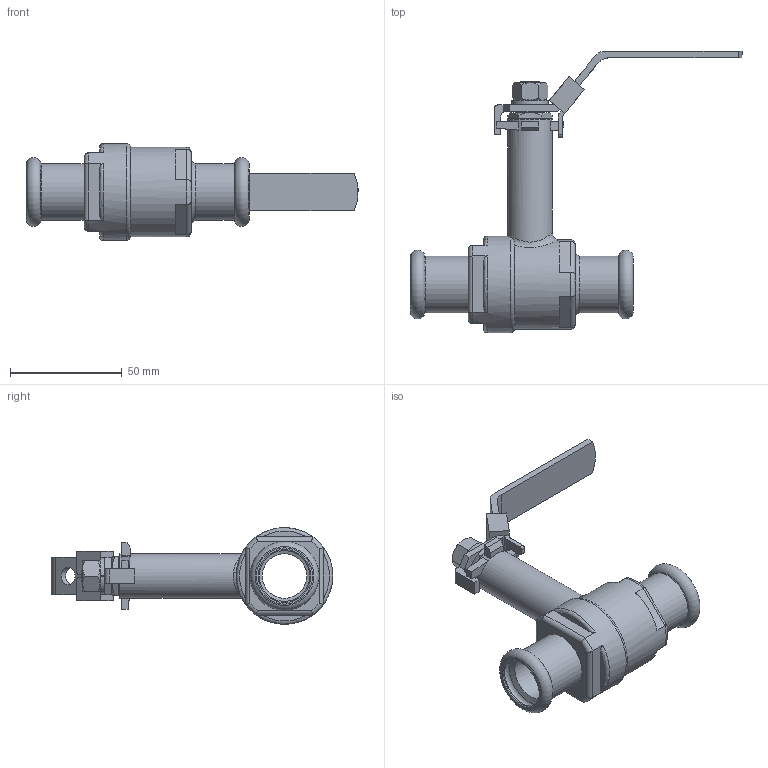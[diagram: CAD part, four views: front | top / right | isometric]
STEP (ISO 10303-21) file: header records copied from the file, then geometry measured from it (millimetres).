
FILE_DESCRIPTION(/* description */ ('Unknown'),/* implementation_level */ '2;1');
FILE_NAME(/* name */ 'R-621-SP-DN20',/* time_stamp */ '2024-05-15T13:16:34+08:00',/* author */ ('Unknown'),/* organization */ ('Unknown'),/* preprocessor_version */ 'ST-DEVELOPER v16.7',/* originating_system */ 'DEX',/* authorisation */ $);
FILE_SCHEMA (('AUTOMOTIVE_DESIGN {1 0 10303 214 3 1 1}'));
Length unit declared in the file: millimetre
Products named in the file (2): R-621-SP-DN20; V-2ASH DN20
Assembly tree (1 placements, depth 2):
  R-621-SP-DN20
    V-2ASH DN20
Bounding box: 148.68 x 126.15 x 43.3 mm (x, y, z)
Volume: 84970.5 mm3; surface area: 30744.7 mm2
Topology: 1 solids, 1 shells, 210 faces, 557 edges, 351 vertices
Faces by surface type: plane 113, cylinder 44, cone 28, torus 23, bspline 2
Full cylindrical faces by diameter (mm): 2 x1, 8 x1, 9.8 x1, 10.5 x1, 15.9 x1, 20 x2, 22.7 x2, 25.5 x2, 40 x1, 43.3 x1
Entity records: 6920 total; most frequent: CARTESIAN_POINT 1887, ORIENTED_EDGE 1028, DIRECTION 1008, EDGE_CURVE 514, AXIS2_PLACEMENT_3D 364, VERTEX_POINT 340, LINE 280, VECTOR 280
